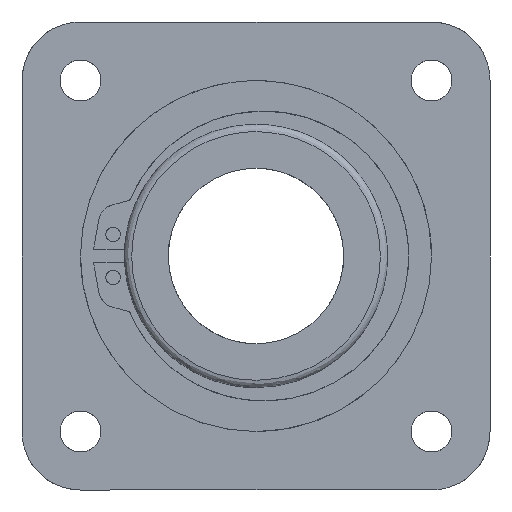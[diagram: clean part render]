
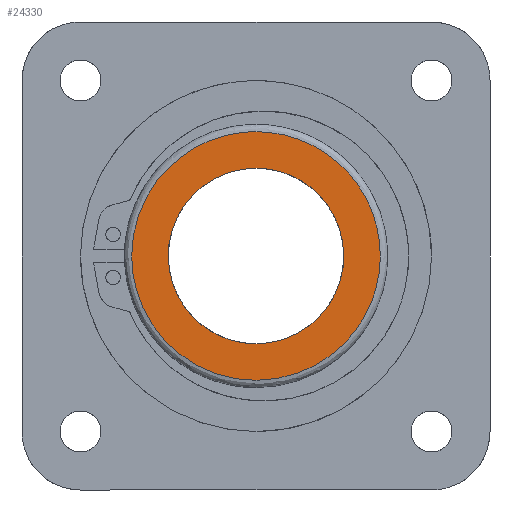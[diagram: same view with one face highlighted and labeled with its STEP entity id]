
A CAD part, left-side view. The second image highlights one B-rep face of the part: STEP entity #24330.
In plain terms, the highlighted free-form (B-spline) face has degree [1, 1] with [2, 2] control points.
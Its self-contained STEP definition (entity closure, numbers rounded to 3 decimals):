
#22950 = CARTESIAN_POINT ('', (0., 42.5, 0.));
#22960 = VERTEX_POINT ('', #22950);
#22970 = CARTESIAN_POINT ('', (0., 0., 42.5));
#22980 = VERTEX_POINT ('', #22970);
#22990 = CARTESIAN_POINT ('', (0., 42.5, 0.));
#23000 = CARTESIAN_POINT ('', (0., 42.5, 28.333));
#23010 = CARTESIAN_POINT ('', (0., 21.25, 42.5));
#23020 = CARTESIAN_POINT ('', (0., 0., 42.5));
#23030 = (
   BOUNDED_CURVE ()
   B_SPLINE_CURVE (3, (#22990, #23000, #23010, #23020), .UNSPECIFIED., .F., .U.)
   B_SPLINE_CURVE_WITH_KNOTS ((4, 4), (0., 1.), .UNSPECIFIED.)
   CURVE ()
   GEOMETRIC_REPRESENTATION_ITEM ()
   RATIONAL_B_SPLINE_CURVE ((0.478, 0.478, 0.638, 0.957))
   REPRESENTATION_ITEM ('')
);
#23040 = EDGE_CURVE ('', #22960, #22980, #23030, .T.);
#23160 = CARTESIAN_POINT ('', (0., 0., -42.5));
#23170 = VERTEX_POINT ('', #23160);
#23180 = CARTESIAN_POINT ('', (0., 0., -42.5));
#23190 = CARTESIAN_POINT ('', (0., -2.699, -42.5));
#23200 = CARTESIAN_POINT ('', (0., -5.4, -42.238));
#23210 = CARTESIAN_POINT ('', (0., -8.102, -41.714));
#23220 = CARTESIAN_POINT ('', (0., -10.883, -41.174));
#23230 = CARTESIAN_POINT ('', (0., -13.566, -40.373));
#23240 = CARTESIAN_POINT ('', (0., -16.151, -39.311));
#23250 = CARTESIAN_POINT ('', (0., -18.761, -38.24));
#23260 = CARTESIAN_POINT ('', (0., -21.264, -36.901));
#23270 = CARTESIAN_POINT ('', (0., -23.66, -35.295));
#23280 = CARTESIAN_POINT ('', (0., -26.035, -33.704));
#23290 = CARTESIAN_POINT ('', (0., -28.211, -31.91));
#23300 = CARTESIAN_POINT ('', (0., -30.189, -29.915));
#23310 = CARTESIAN_POINT ('', (0., -34.066, -26.003));
#23320 = CARTESIAN_POINT ('', (0., -37.07, -21.505));
#23330 = CARTESIAN_POINT ('', (0., -39.2, -16.419));
#23340 = CARTESIAN_POINT ('', (0., -40.267, -13.873));
#23350 = CARTESIAN_POINT ('', (0., -41.081, -11.217));
#23360 = CARTESIAN_POINT ('', (0., -41.643, -8.452));
#23370 = CARTESIAN_POINT ('', (0., -42.214, -5.641));
#23380 = CARTESIAN_POINT ('', (0., -42.5, -2.824));
#23390 = CARTESIAN_POINT ('', (0., -42.5, 0.));
#23400 = CARTESIAN_POINT ('', (0., -42.5, 2.816));
#23410 = CARTESIAN_POINT ('', (0., -42.215, 5.633));
#23420 = CARTESIAN_POINT ('', (0., -41.643, 8.452));
#23430 = CARTESIAN_POINT ('', (0., -41.084, 11.21));
#23440 = CARTESIAN_POINT ('', (0., -40.269, 13.866));
#23450 = CARTESIAN_POINT ('', (0., -39.2, 16.419));
#23460 = CARTESIAN_POINT ('', (0., -37.074, 21.498));
#23470 = CARTESIAN_POINT ('', (0., -34.07, 25.997));
#23480 = CARTESIAN_POINT ('', (0., -30.189, 29.915));
#23490 = CARTESIAN_POINT ('', (0., -28.217, 31.905));
#23500 = CARTESIAN_POINT ('', (0., -26.04, 33.699));
#23510 = CARTESIAN_POINT ('', (0., -23.66, 35.295));
#23520 = CARTESIAN_POINT ('', (0., -21.27, 36.897));
#23530 = CARTESIAN_POINT ('', (0., -18.767, 38.236));
#23540 = CARTESIAN_POINT ('', (0., -16.151, 39.311));
#23550 = CARTESIAN_POINT ('', (0., -13.573, 40.371));
#23560 = CARTESIAN_POINT ('', (0., -10.89, 41.172));
#23570 = CARTESIAN_POINT ('', (0., -8.102, 41.714));
#23580 = CARTESIAN_POINT ('', (0., -5.403, 42.238));
#23590 = CARTESIAN_POINT ('', (0., -2.703, 42.5));
#23600 = CARTESIAN_POINT ('', (0., 0., 42.5));
#23610 = B_SPLINE_CURVE_WITH_KNOTS ('', 3, (#23180, #23190, #23200, #23210, #23220, #23230, #23240, #23250, #23260, #23270, #23280, #23290, #23300, #23310, #23320, #23330, #23340, #23350, #23360, #23370, #23380, #23390, #23400, #23410, #23420, #23430, #23440, #23450, #23460, #23470, #23480, #23490, #23500, #23510, #23520, #23530, #23540, #23550, #23560, #23570, #23580, #23590, #23600), .UNSPECIFIED., .F., .U., (4, 3, 3, 3, 3, 3, 3, 3, 3, 3, 3, 3, 3, 3, 4), (0., 0.063, 0.125, 0.188, 0.25, 0.375, 0.438, 0.5, 0.563, 0.625, 0.75, 0.813, 0.875, 0.938, 1.), .UNSPECIFIED.);
#23620 = EDGE_CURVE ('', #23170, #22980, #23610, .T.);
#23640 = CARTESIAN_POINT ('', (0., 0., -42.5));
#23650 = CARTESIAN_POINT ('', (0., 21.25, -42.5));
#23660 = CARTESIAN_POINT ('', (0., 42.5, -28.333));
#23670 = CARTESIAN_POINT ('', (0., 42.5, 0.));
#23680 = (
   BOUNDED_CURVE ()
   B_SPLINE_CURVE (3, (#23640, #23650, #23660, #23670), .UNSPECIFIED., .F., .U.)
   B_SPLINE_CURVE_WITH_KNOTS ((4, 4), (0., 1.), .UNSPECIFIED.)
   CURVE ()
   GEOMETRIC_REPRESENTATION_ITEM ()
   RATIONAL_B_SPLINE_CURVE ((0.957, 0.638, 0.478, 0.478))
   REPRESENTATION_ITEM ('')
);
#23690 = EDGE_CURVE ('', #23170, #22960, #23680, .T.);
#24030 = ORIENTED_EDGE ('', *, *, #23620, .T.);
#24040 = ORIENTED_EDGE ('', *, *, #23040, .F.);
#24050 = ORIENTED_EDGE ('', *, *, #23690, .F.);
#24060 = EDGE_LOOP ('', (#24030, #24040, #24050));
#24070 = FACE_OUTER_BOUND ('', #24060, .T.);
#24080 = CARTESIAN_POINT ('', (0., 0., 30.));
#24090 = VERTEX_POINT ('', #24080);
#24100 = CARTESIAN_POINT ('', (0., 0., -30.));
#24110 = VERTEX_POINT ('', #24100);
#24120 = CARTESIAN_POINT ('', (0., 0., 30.));
#24130 = CARTESIAN_POINT ('', (0., 60., 30.));
#24140 = CARTESIAN_POINT ('', (0., 60., -30.));
#24150 = CARTESIAN_POINT ('', (0., 0., -30.));
#24160 = (
   BOUNDED_CURVE ()
   B_SPLINE_CURVE (3, (#24120, #24130, #24140, #24150), .UNSPECIFIED., .F., .U.)
   B_SPLINE_CURVE_WITH_KNOTS ((4, 4), (0., 1.), .UNSPECIFIED.)
   CURVE ()
   GEOMETRIC_REPRESENTATION_ITEM ()
   RATIONAL_B_SPLINE_CURVE ((1., 0.333, 0.333, 1.))
   REPRESENTATION_ITEM ('')
);
#24170 = EDGE_CURVE ('', #24090, #24110, #24160, .T.);
#24180 = ORIENTED_EDGE ('', *, *, #24170, .F.);
#24190 = CARTESIAN_POINT ('', (0., 0., -30.));
#24200 = CARTESIAN_POINT ('', (0., -60., -30.));
#24210 = CARTESIAN_POINT ('', (0., -60., 30.));
#24220 = CARTESIAN_POINT ('', (0., 0., 30.));
#24230 = (
   BOUNDED_CURVE ()
   B_SPLINE_CURVE (3, (#24190, #24200, #24210, #24220), .UNSPECIFIED., .F., .U.)
   B_SPLINE_CURVE_WITH_KNOTS ((4, 4), (0., 1.), .UNSPECIFIED.)
   CURVE ()
   GEOMETRIC_REPRESENTATION_ITEM ()
   RATIONAL_B_SPLINE_CURVE ((1., 0.333, 0.333, 1.))
   REPRESENTATION_ITEM ('')
);
#24240 = EDGE_CURVE ('', #24110, #24090, #24230, .T.);
#24250 = ORIENTED_EDGE ('', *, *, #24240, .F.);
#24260 = EDGE_LOOP ('', (#24180, #24250));
#24270 = FACE_BOUND ('', #24260, .T.);
#24280 = CARTESIAN_POINT ('', (0., -43.01, 43.01));
#24290 = CARTESIAN_POINT ('', (0., -43.01, -43.01));
#24300 = CARTESIAN_POINT ('', (0., 43.01, 43.01));
#24310 = CARTESIAN_POINT ('', (0., 43.01, -43.01));
#24320 = B_SPLINE_SURFACE_WITH_KNOTS ('', 1, 1, ((#24280, #24290), (#24300, #24310)), .UNSPECIFIED., .F., .F., .U., (2, 2), (2, 2), (0., 1.), (0., 1.), .UNSPECIFIED.);
#24330 = ADVANCED_FACE ('', (#24070, #24270), #24320, .T.);
